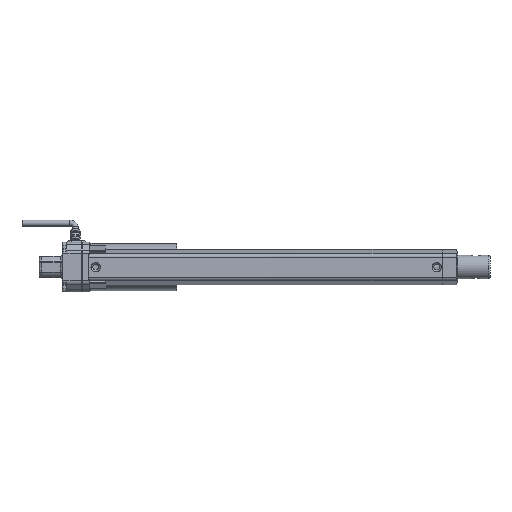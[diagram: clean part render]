
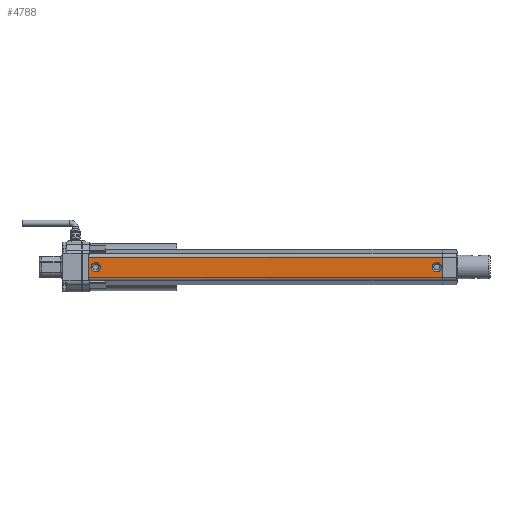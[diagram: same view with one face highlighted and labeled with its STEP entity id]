
A CAD part, front view. The second image highlights one B-rep face of the part: STEP entity #4788.
In plain terms, the highlighted planar face has unit normal (0, -1, 0).
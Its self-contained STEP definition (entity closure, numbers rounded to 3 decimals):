
#361=CIRCLE('',#5249,4.);
#362=CIRCLE('',#5250,4.);
#1060=ORIENTED_EDGE('',*,*,#2189,.T.);
#1061=ORIENTED_EDGE('',*,*,#2190,.T.);
#1062=ORIENTED_EDGE('',*,*,#2191,.T.);
#1063=ORIENTED_EDGE('',*,*,#1884,.F.);
#1064=ORIENTED_EDGE('',*,*,#2188,.F.);
#1065=ORIENTED_EDGE('',*,*,#2192,.T.);
#1884=EDGE_CURVE('',#2569,#2570,#3038,.T.);
#2188=EDGE_CURVE('',#2781,#2569,#3214,.T.);
#2189=EDGE_CURVE('',#2782,#2782,#361,.F.);
#2190=EDGE_CURVE('',#2783,#2783,#362,.F.);
#2191=EDGE_CURVE('',#2784,#2570,#3215,.T.);
#2192=EDGE_CURVE('',#2781,#2784,#3216,.T.);
#2569=VERTEX_POINT('',#7090);
#2570=VERTEX_POINT('',#7092);
#2781=VERTEX_POINT('',#7717);
#2782=VERTEX_POINT('',#7721);
#2783=VERTEX_POINT('',#7723);
#2784=VERTEX_POINT('',#7725);
#3038=LINE('',#7091,#3405);
#3214=LINE('',#7718,#3581);
#3215=LINE('',#7724,#3582);
#3216=LINE('',#7726,#3583);
#3405=VECTOR('',#5596,1000.);
#3581=VECTOR('',#6226,1000.);
#3582=VECTOR('',#6233,1000.);
#3583=VECTOR('',#6234,1000.);
#3885=EDGE_LOOP('',(#1060));
#3886=EDGE_LOOP('',(#1061));
#3887=EDGE_LOOP('',(#1062,#1063,#1064,#1065));
#4268=FACE_BOUND('',#3885,.T.);
#4269=FACE_BOUND('',#3886,.T.);
#4270=FACE_BOUND('',#3887,.T.);
#4583=PLANE('',#5248);
#4788=ADVANCED_FACE('',(#4268,#4269,#4270),#4583,.T.);
#5248=AXIS2_PLACEMENT_3D('',#7719,#6227,#6228);
#5249=AXIS2_PLACEMENT_3D('',#7720,#6229,#6230);
#5250=AXIS2_PLACEMENT_3D('',#7722,#6231,#6232);
#5596=DIRECTION('',(1.,0.,0.));
#6226=DIRECTION('',(0.,0.,1.));
#6227=DIRECTION('',(0.,-1.,0.));
#6228=DIRECTION('',(0.,0.,-1.));
#6229=DIRECTION('',(0.,-1.,0.));
#6230=DIRECTION('',(0.,0.,-1.));
#6231=DIRECTION('',(0.,-1.,0.));
#6232=DIRECTION('',(0.,0.,-1.));
#6233=DIRECTION('',(0.,0.,1.));
#6234=DIRECTION('',(1.,0.,0.));
#7090=CARTESIAN_POINT('',(-8.501,-21.45,-21.5));
#7091=CARTESIAN_POINT('',(-8.501,-21.45,-21.5));
#7092=CARTESIAN_POINT('',(8.501,-21.45,-21.5));
#7717=CARTESIAN_POINT('',(-8.501,-21.45,-321.5));
#7718=CARTESIAN_POINT('',(-8.501,-21.45,-321.5));
#7719=CARTESIAN_POINT('',(-8.501,-21.45,-321.5));
#7720=CARTESIAN_POINT('',(0.,-21.45,-316.9));
#7721=CARTESIAN_POINT('',(0.,-21.45,-320.9));
#7722=CARTESIAN_POINT('',(0.,-21.45,-28.));
#7723=CARTESIAN_POINT('',(0.,-21.45,-32.));
#7724=CARTESIAN_POINT('',(8.501,-21.45,-321.5));
#7725=CARTESIAN_POINT('',(8.501,-21.45,-321.5));
#7726=CARTESIAN_POINT('',(-8.501,-21.45,-321.5));
